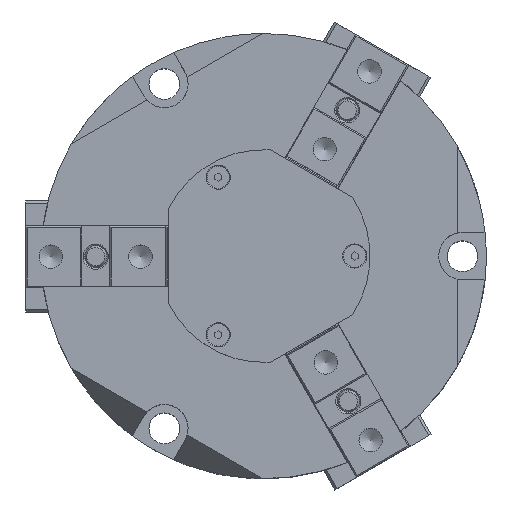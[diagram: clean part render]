
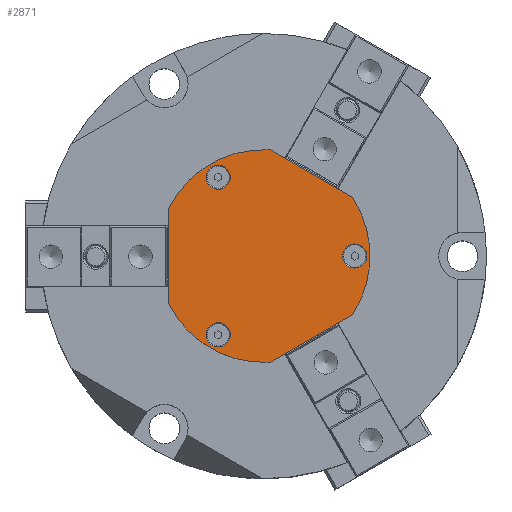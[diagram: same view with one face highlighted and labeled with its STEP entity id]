
A CAD part, top view. The second image highlights one B-rep face of the part: STEP entity #2871.
In plain terms, the highlighted planar face has unit normal (0, 0, 1).
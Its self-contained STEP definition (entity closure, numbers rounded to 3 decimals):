
#312=LINE('',#5004,#550);
#316=LINE('',#5016,#554);
#320=LINE('',#5026,#558);
#550=VECTOR('',#4054,10.);
#554=VECTOR('',#4066,10.);
#558=VECTOR('',#4078,10.);
#688=FACE_BOUND('',#1083,.T.);
#689=FACE_BOUND('',#1084,.T.);
#690=FACE_BOUND('',#1085,.T.);
#849=FACE_OUTER_BOUND('',#1082,.T.);
#1082=EDGE_LOOP('',(#2545,#2546,#2547,#2548,#2549,#2550));
#1083=EDGE_LOOP('',(#2551));
#1084=EDGE_LOOP('',(#2552));
#1085=EDGE_LOOP('',(#2553));
#1204=CIRCLE('',#3247,4.3);
#1207=CIRCLE('',#3252,4.3);
#1210=CIRCLE('',#3257,4.3);
#1214=CIRCLE('',#3263,38.);
#1216=CIRCLE('',#3267,38.);
#1218=CIRCLE('',#3271,38.);
#1453=VERTEX_POINT('',#4968);
#1456=VERTEX_POINT('',#4976);
#1459=VERTEX_POINT('',#4984);
#1464=VERTEX_POINT('',#4995);
#1465=VERTEX_POINT('',#4997);
#1467=VERTEX_POINT('',#5003);
#1469=VERTEX_POINT('',#5009);
#1471=VERTEX_POINT('',#5015);
#1473=VERTEX_POINT('',#5021);
#1812=EDGE_CURVE('',#1453,#1453,#1204,.T.);
#1815=EDGE_CURVE('',#1456,#1456,#1207,.T.);
#1818=EDGE_CURVE('',#1459,#1459,#1210,.T.);
#1823=EDGE_CURVE('',#1465,#1464,#1214,.T.);
#1826=EDGE_CURVE('',#1467,#1465,#312,.T.);
#1829=EDGE_CURVE('',#1469,#1467,#1216,.T.);
#1832=EDGE_CURVE('',#1471,#1469,#316,.T.);
#1835=EDGE_CURVE('',#1473,#1471,#1218,.T.);
#1838=EDGE_CURVE('',#1464,#1473,#320,.T.);
#2545=ORIENTED_EDGE('',*,*,#1838,.T.);
#2546=ORIENTED_EDGE('',*,*,#1835,.T.);
#2547=ORIENTED_EDGE('',*,*,#1832,.T.);
#2548=ORIENTED_EDGE('',*,*,#1829,.T.);
#2549=ORIENTED_EDGE('',*,*,#1826,.T.);
#2550=ORIENTED_EDGE('',*,*,#1823,.T.);
#2551=ORIENTED_EDGE('',*,*,#1812,.T.);
#2552=ORIENTED_EDGE('',*,*,#1815,.T.);
#2553=ORIENTED_EDGE('',*,*,#1818,.T.);
#2710=PLANE('',#3274);
#2871=ADVANCED_FACE('',(#849,#688,#689,#690),#2710,.T.);
#3247=AXIS2_PLACEMENT_3D('',#4969,#4015,#4016);
#3252=AXIS2_PLACEMENT_3D('',#4977,#4025,#4026);
#3257=AXIS2_PLACEMENT_3D('',#4985,#4035,#4036);
#3263=AXIS2_PLACEMENT_3D('',#4998,#4048,#4049);
#3267=AXIS2_PLACEMENT_3D('',#5010,#4060,#4061);
#3271=AXIS2_PLACEMENT_3D('',#5022,#4072,#4073);
#3274=AXIS2_PLACEMENT_3D('',#5028,#4081,#4082);
#4015=DIRECTION('center_axis',(0.,0.,-1.));
#4016=DIRECTION('ref_axis',(-0.5,-0.866,0.));
#4025=DIRECTION('center_axis',(0.,0.,-1.));
#4026=DIRECTION('ref_axis',(-0.5,0.866,0.));
#4035=DIRECTION('center_axis',(0.,0.,-1.));
#4036=DIRECTION('ref_axis',(1.,0.,0.));
#4048=DIRECTION('center_axis',(0.,0.,1.));
#4049=DIRECTION('ref_axis',(0.061,0.998,0.));
#4054=DIRECTION('',(0.866,-0.5,0.));
#4060=DIRECTION('center_axis',(0.,0.,1.));
#4061=DIRECTION('ref_axis',(0.834,-0.552,0.));
#4066=DIRECTION('',(-0.866,-0.5,0.));
#4072=DIRECTION('center_axis',(0.,0.,1.));
#4073=DIRECTION('ref_axis',(-0.895,-0.447,0.));
#4078=DIRECTION('',(0.,1.,0.));
#4081=DIRECTION('center_axis',(0.,0.,1.));
#4082=DIRECTION('ref_axis',(1.,0.,0.));
#4968=CARTESIAN_POINT('',(14.1,24.422,3.));
#4969=CARTESIAN_POINT('Origin',(16.25,28.146,3.));
#4976=CARTESIAN_POINT('',(14.1,-24.422,3.));
#4977=CARTESIAN_POINT('Origin',(16.25,-28.146,3.));
#4984=CARTESIAN_POINT('',(-28.2,0.,3.));
#4985=CARTESIAN_POINT('Origin',(-32.5,0.,3.));
#4995=CARTESIAN_POINT('',(34.,-16.971,3.));
#4997=CARTESIAN_POINT('',(-2.303,-37.93,3.));
#4998=CARTESIAN_POINT('Origin',(0.,0.,3.));
#5003=CARTESIAN_POINT('',(-31.697,-20.96,3.));
#5004=CARTESIAN_POINT('',(-2.303,-37.93,3.));
#5009=CARTESIAN_POINT('',(-31.697,20.96,3.));
#5010=CARTESIAN_POINT('Origin',(0.,0.,3.));
#5015=CARTESIAN_POINT('',(-2.303,37.93,3.));
#5016=CARTESIAN_POINT('',(-31.697,20.96,3.));
#5021=CARTESIAN_POINT('',(34.,16.971,3.));
#5022=CARTESIAN_POINT('Origin',(0.,0.,3.));
#5026=CARTESIAN_POINT('',(34.,16.971,3.));
#5028=CARTESIAN_POINT('Origin',(0.,0.,
3.));
